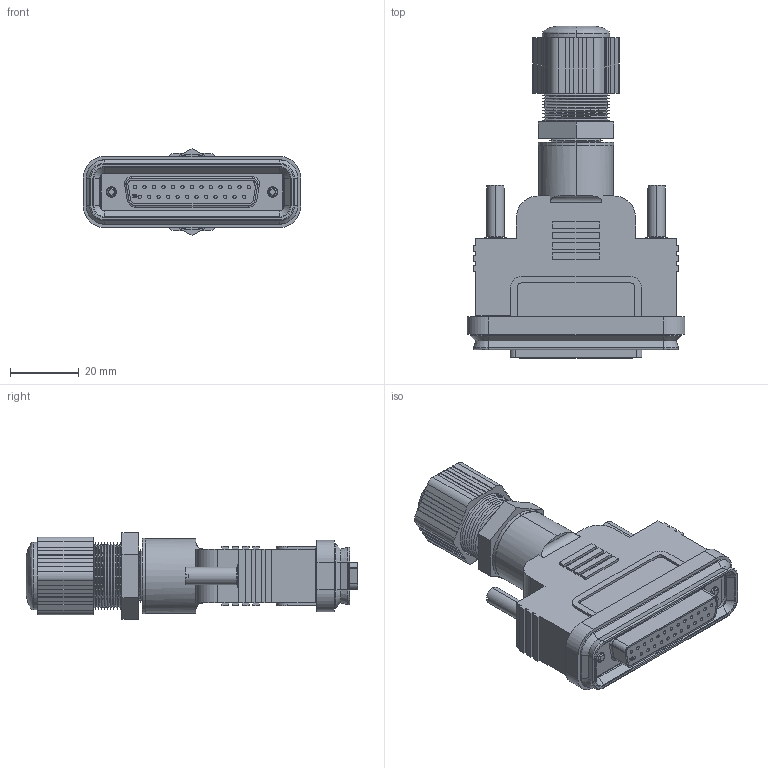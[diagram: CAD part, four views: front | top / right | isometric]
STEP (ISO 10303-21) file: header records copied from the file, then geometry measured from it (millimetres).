
FILE_DESCRIPTION (( 'STEP AP214' ), '1' );
FILE_NAME ('WPDB25S-KIT_3D.step', '2024-02-19T19:30:02', ( '' ), ( '' ), 'SwSTEP 2.0', 'SolidWorks 2022', '' );
FILE_SCHEMA (( 'AUTOMOTIVE_DESIGN' ));
Length unit declared in the file: inch
Products named in the file (11): WPDB9S-MA2; WPDB25S-MA7; WP_25D-SUB_37-Pin; WPDB25S-MA4; WPDB9S-MA8_DB25; WPDB9S-MA1; SD25S; WPDB25S-MA5; WPDB25S-KIT_3D; WPDB9S-MA3; WPDB25S-MA6
Assembly tree (13 placements, depth 2):
  WPDB25S-KIT_3D
    WP_25D-SUB_37-Pin
    WPDB25S-MA6
    WPDB25S-MA5
    WPDB25S-MA4
    WPDB25S-MA7
    SD25S
    WPDB9S-MA8_DB25
    WPDB9S-MA3  x2
    WPDB9S-MA2  x2
    WPDB9S-MA1  x2
Bounding box: 63.5 x 96.83 x 25.37 mm (x, y, z)
Volume: 33799.3 mm3; surface area: 31834 mm2
Topology: 13 solids, 13 shells, 1161 faces, 2686 edges, 1635 vertices
Faces by surface type: plane 522, cylinder 395, cone 192, torus 36, bspline 16
Entity records: 39225 total; most frequent: CARTESIAN_POINT 6333, DIRECTION 5461, ORIENTED_EDGE 4996, EDGE_CURVE 2498, AXIS2_PLACEMENT_3D 1987, VERTEX_POINT 1529, LINE 1487, VECTOR 1487
